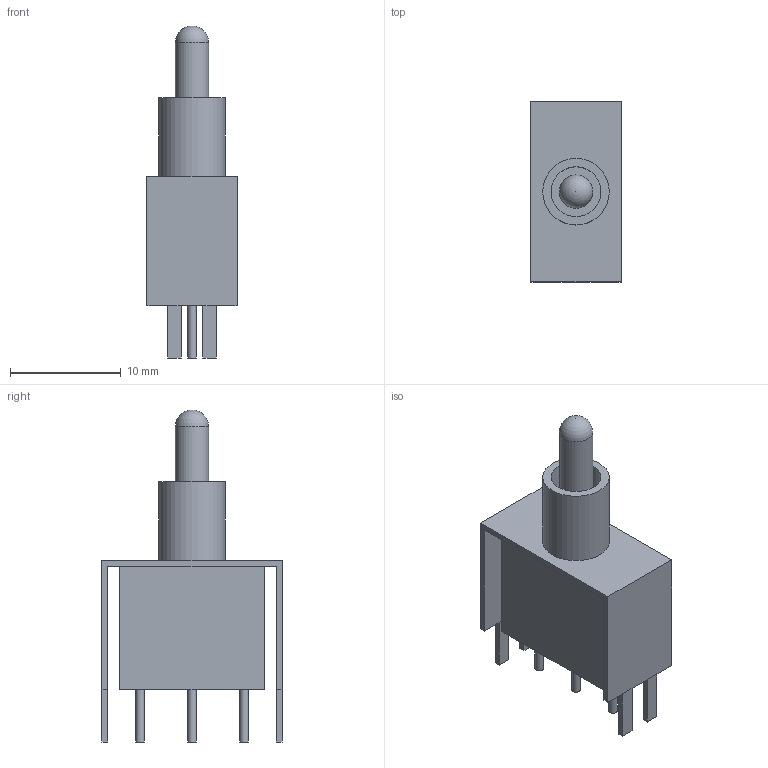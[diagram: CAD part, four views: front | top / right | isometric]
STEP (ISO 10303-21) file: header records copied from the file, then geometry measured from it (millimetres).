
FILE_DESCRIPTION(('FreeCAD Model'),'2;1');
FILE_NAME('1MS1T2B4VS2RES_SPDT_Toggle_Switch.step','2020-12-23T23:32:16',(''),(''), 'Open CASCADE STEP processor 7.4','FreeCAD','Unknown');
FILE_SCHEMA(('AUTOMOTIVE_DESIGN { 1 0 10303 214 1 1 1 1 }'));
Length unit declared in the file: millimetre
Products named in the file (1): 1MS1T2B4VS2RES_SPDT_Toggle_Switch
Bounding box: 8.13 x 16.26 x 29.95 mm (x, y, z)
Volume: 1229.7 mm3; surface area: 1553.8 mm2
Topology: 1 solids, 1 shells, 51 faces, 113 edges, 70 vertices
Faces by surface type: plane 44, cylinder 6, sphere 1
Full cylindrical faces by diameter (mm): 0.76 x3, 3 x1, 4.5 x1, 6 x1
Entity records: 1390 total; most frequent: CARTESIAN_POINT 234, DIRECTION 230, ORIENTED_EDGE 224, EDGE_CURVE 112, LINE 98, VECTOR 98, VERTEX_POINT 70, AXIS2_PLACEMENT_3D 66
